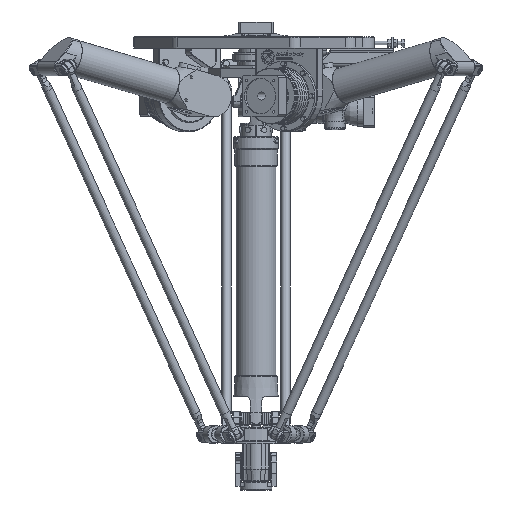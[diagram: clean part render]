
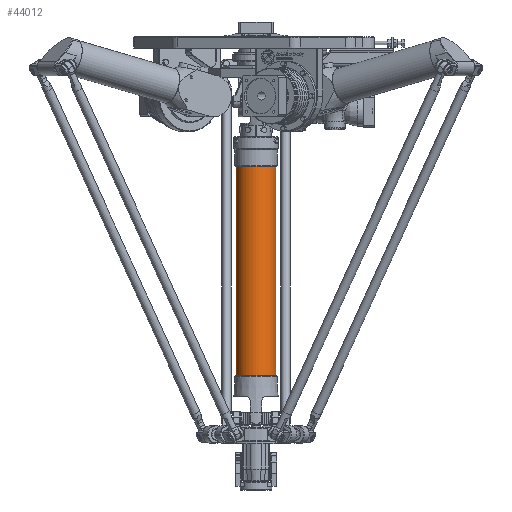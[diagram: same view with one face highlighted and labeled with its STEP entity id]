
A CAD part, left-side view. The second image highlights one B-rep face of the part: STEP entity #44012.
In plain terms, the highlighted cylindrical face has radius 33.5 mm (diameter 67 mm), a full revolution.
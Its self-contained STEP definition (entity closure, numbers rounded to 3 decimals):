
#1313=FACE_BOUND('',#10916,.T.);
#4472=CIRCLE('',#48315,33.5);
#4489=CIRCLE('',#48380,33.5);
#5543=CYLINDRICAL_SURFACE('',#48379,33.5);
#7600=FACE_OUTER_BOUND('',#10915,.T.);
#10915=EDGE_LOOP('',(#37069));
#10916=EDGE_LOOP('',(#37070));
#21494=VERTEX_POINT('',#81349);
#21538=VERTEX_POINT('',#81521);
#26814=EDGE_CURVE('',#21494,#21494,#4472,.T.);
#26894=EDGE_CURVE('',#21538,#21538,#4489,.T.);
#37069=ORIENTED_EDGE('',*,*,#26814,.T.);
#37070=ORIENTED_EDGE('',*,*,#26894,.T.);
#44012=ADVANCED_FACE('',(#7600,#1313),#5543,.T.);
#48315=AXIS2_PLACEMENT_3D('',#81350,#58325,#58326);
#48379=AXIS2_PLACEMENT_3D('',#81520,#58516,#58517);
#48380=AXIS2_PLACEMENT_3D('',#81522,#58518,#58519);
#58325=DIRECTION('center_axis',(0.,-1.,0.));
#58326=DIRECTION('ref_axis',(-1.,0.,0.));
#58516=DIRECTION('center_axis',(0.,1.,0.));
#58517=DIRECTION('ref_axis',(-1.,0.,0.));
#58518=DIRECTION('center_axis',(0.,1.,0.));
#58519=DIRECTION('ref_axis',(-1.,0.,0.));
#81349=CARTESIAN_POINT('',(33.5,436.,0.));
#81350=CARTESIAN_POINT('Origin',(0.,436.,0.));
#81520=CARTESIAN_POINT('Origin',(0.,82.,0.));
#81521=CARTESIAN_POINT('',(-33.5,82.,0.));
#81522=CARTESIAN_POINT('Origin',(0.,82.,0.));
